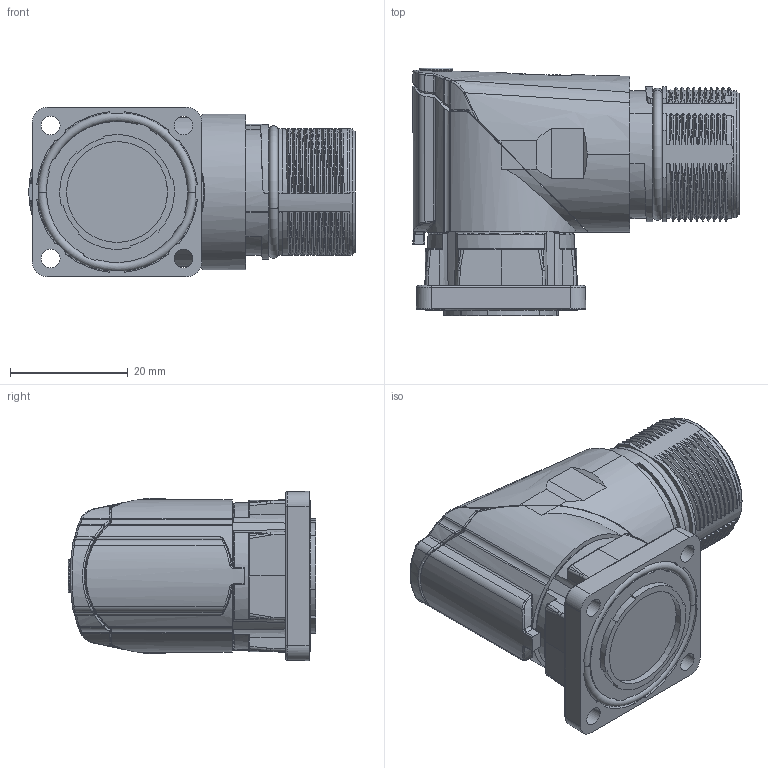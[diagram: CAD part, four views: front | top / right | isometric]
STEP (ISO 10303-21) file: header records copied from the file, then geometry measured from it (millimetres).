
FILE_DESCRIPTION(/* description */ (''),/* implementation_level */ '2;1');
FILE_NAME(/* name */ 'QQQ.stp',/* time_stamp */ '2024-01-03T13:34:17+08:00',/* author */ (''),/* organization */ (''),/* preprocessor_version */ 'ST-DEVELOPER v18.1',/* originating_system */ 'SIEMENS PLM Software NX 1980',/* authorisation */ '');
FILE_SCHEMA (('AUTOMOTIVE_DESIGN { 1 0 10303 214 3 1 1 1 }'));
Length unit declared in the file: millimetre
Products named in the file (1): QQQ
Bounding box: 55.5 x 42.15 x 28.8 mm (x, y, z)
Volume: 33044.6 mm3; surface area: 11025.8 mm2
Topology: 1 solids, 2 shells, 1030 faces, 2970 edges, 1967 vertices
Faces by surface type: cylinder 390, cone 241, plane 225, torus 104, bspline 64, sphere 4, revolution 2
Full cylindrical faces by diameter (mm): 1.3 x1, 14.47 x1
Entity records: 41745 total; most frequent: CARTESIAN_POINT 18092, ORIENTED_EDGE 5930, DIRECTION 3540, EDGE_CURVE 2965, VERTEX_POINT 1966, B_SPLINE_CURVE_WITH_KNOTS 1810, AXIS2_PLACEMENT_3D 1449, EDGE_LOOP 1079
